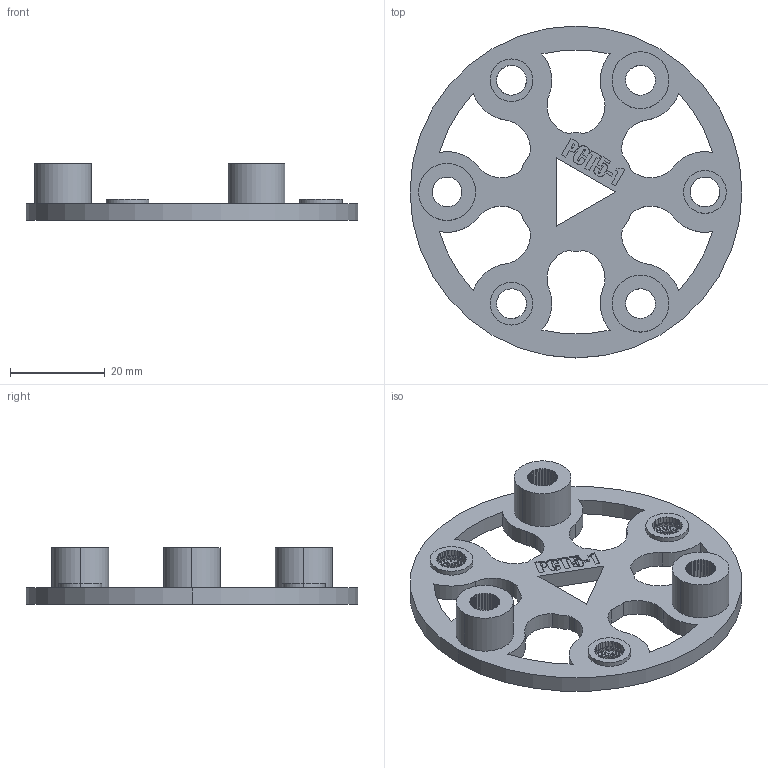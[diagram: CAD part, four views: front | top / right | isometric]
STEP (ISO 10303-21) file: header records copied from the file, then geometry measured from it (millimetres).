
FILE_DESCRIPTION (( 'STEP AP203' ), '1' );
FILE_NAME ('planet_carrier_top_5-1.step', '2023-07-13T23:07:27', ( '' ), ( '' ), 'SwSTEP 2.0', 'SolidWorks 2023', '' );
FILE_SCHEMA (( 'CONFIG_CONTROL_DESIGN' ));
Length unit declared in the file: millimetre
Products named in the file (1): planet_carrier_top_5-1
Bounding box: 70 x 70 x 12 mm (x, y, z)
Volume: 10575.6 mm3; surface area: 9122.8 mm2
Topology: 1 solids, 1 shells, 2278 faces, 3945 edges, 1682 vertices
Faces by surface type: plane 2199, cylinder 56, bspline 23
Entity records: 50876 total; most frequent: CARTESIAN_POINT 9465, DIRECTION 8523, ORIENTED_EDGE 7890, EDGE_CURVE 3945, VECTOR 3787, LINE 3787, AXIS2_PLACEMENT_3D 2368, EDGE_LOOP 2317
